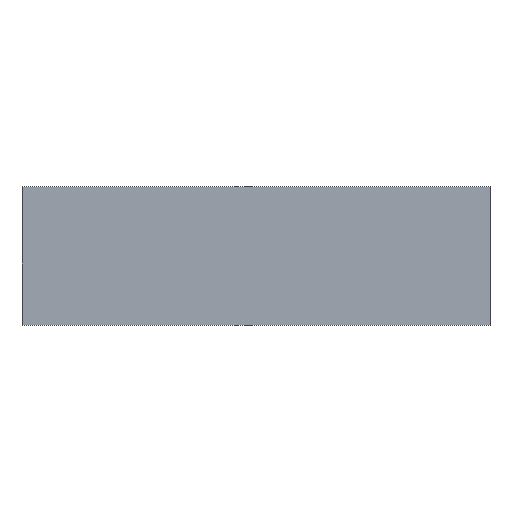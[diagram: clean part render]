
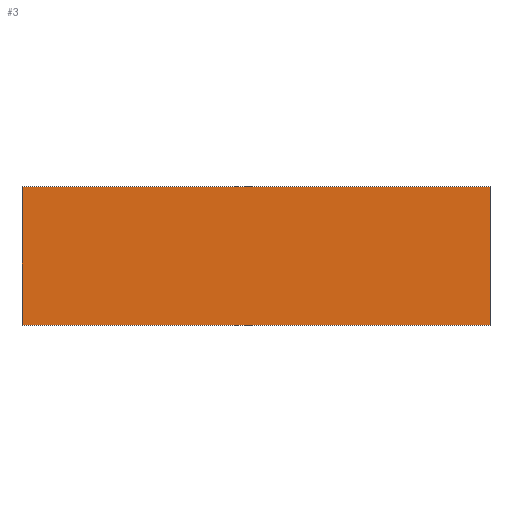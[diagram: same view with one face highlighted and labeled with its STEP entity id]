
A CAD part, top view. The second image highlights one B-rep face of the part: STEP entity #3.
In plain terms, the highlighted planar face has unit normal (0, 0, 1).
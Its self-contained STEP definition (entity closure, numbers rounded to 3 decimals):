
#1 = EDGE_CURVE ( 'NONE', #178, #17, #152, .T. ) ;
#3 = ADVANCED_FACE ( 'NONE', ( #148 ), #147, .T. ) ;
#4 = EDGE_LOOP ( 'NONE', ( #5, #6, #7, #8 ) ) ;
#5 = ORIENTED_EDGE ( 'NONE', *, *, #165, .T. ) ;
#6 = ORIENTED_EDGE ( 'NONE', *, *, #189, .T. ) ;
#7 = ORIENTED_EDGE ( 'NONE', *, *, #193, .T. ) ;
#8 = ORIENTED_EDGE ( 'NONE', *, *, #1, .T. ) ;
#17 = VERTEX_POINT ( 'NONE', #132 ) ;
#45 = CARTESIAN_POINT ( 'NONE',  ( 154.25, 45.5, 2. ) ) ;
#63 = DIRECTION ( 'NONE',  ( 0., -1., 0. ) ) ;
#64 = VECTOR ( 'NONE', #63, 1000. ) ;
#65 = CARTESIAN_POINT ( 'NONE',  ( -154.25, 45.5, 2. ) ) ;
#66 = LINE ( 'NONE', #65, #64 ) ;
#67 = CARTESIAN_POINT ( 'NONE',  ( -154.25, -45.5, 2. ) ) ;
#76 = DIRECTION ( 'NONE',  ( 0., 1., 0. ) ) ;
#77 = VECTOR ( 'NONE', #76, 1000. ) ;
#78 = CARTESIAN_POINT ( 'NONE',  ( 154.25, 45.5, 2. ) ) ;
#79 = LINE ( 'NONE', #78, #77 ) ;
#84 = DIRECTION ( 'NONE',  ( 1., 0., 0. ) ) ;
#85 = VECTOR ( 'NONE', #84, 1000. ) ;
#86 = CARTESIAN_POINT ( 'NONE',  ( -154.25, -45.5, 2. ) ) ;
#87 = LINE ( 'NONE', #86, #85 ) ;
#92 = CARTESIAN_POINT ( 'NONE',  ( 154.25, -45.5, 2. ) ) ;
#132 = CARTESIAN_POINT ( 'NONE',  ( -154.25, 45.5, 2. ) ) ;
#143 = DIRECTION ( 'NONE',  ( 1., 0., 0. ) ) ;
#144 = DIRECTION ( 'NONE',  ( 0., 0., 1. ) ) ;
#145 = CARTESIAN_POINT ( 'NONE',  ( -154.25, -45.5, 2. ) ) ;
#146 = AXIS2_PLACEMENT_3D ( 'NONE', #145, #144, #143 ) ;
#147 = PLANE ( 'NONE',  #146 ) ;
#148 = FACE_OUTER_BOUND ( 'NONE', #4, .T. ) ;
#149 = DIRECTION ( 'NONE',  ( -1., 0., 0. ) ) ;
#150 = VECTOR ( 'NONE', #149, 1000. ) ;
#151 = CARTESIAN_POINT ( 'NONE',  ( -154.25, 45.5, 2. ) ) ;
#152 = LINE ( 'NONE', #151, #150 ) ;
#163 = VERTEX_POINT ( 'NONE', #67 ) ;
#165 = EDGE_CURVE ( 'NONE', #17, #163, #66, .T. ) ;
#178 = VERTEX_POINT ( 'NONE', #45 ) ;
#185 = VERTEX_POINT ( 'NONE', #92 ) ;
#189 = EDGE_CURVE ( 'NONE', #163, #185, #87, .T. ) ;
#193 = EDGE_CURVE ( 'NONE', #185, #178, #79, .T. ) ;
